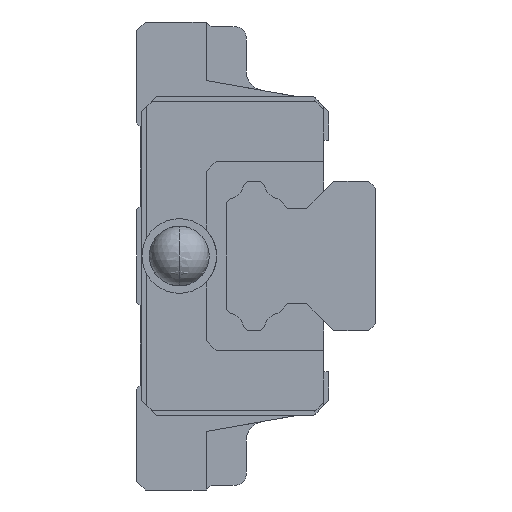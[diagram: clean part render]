
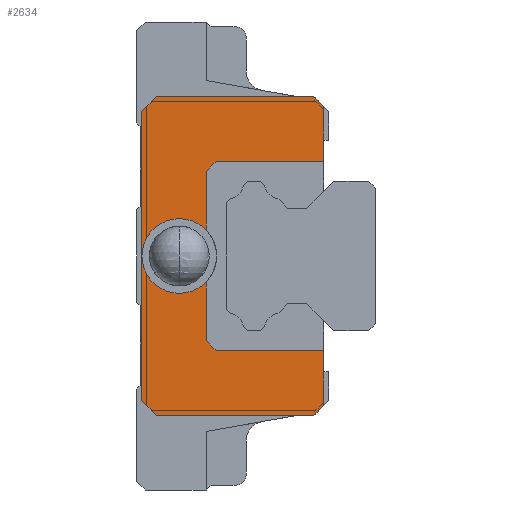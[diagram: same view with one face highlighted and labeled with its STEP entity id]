
A CAD part, left-side view. The second image highlights one B-rep face of the part: STEP entity #2634.
In plain terms, the highlighted planar face has unit normal (-1, 0, 0).
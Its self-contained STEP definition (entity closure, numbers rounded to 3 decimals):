
#1194 = EDGE_CURVE( '', #1508, #3238, #3471, .T. );
#1252 = VERTEX_POINT( '', #3534 );
#1280 = EDGE_CURVE( '', #3288, #2444, #3562, .T. );
#1326 = EDGE_CURVE( '', #2668, #3116, #3612, .T. );
#1432 = EDGE_CURVE( '', #1252, #1500, #3725, .T. );
#1434 = VERTEX_POINT( '', #3727 );
#1500 = VERTEX_POINT( '', #3796 );
#1508 = VERTEX_POINT( '', #3804 );
#1600 = VERTEX_POINT( '', #3903 );
#1602 = EDGE_CURVE( '', #2998, #3242, #3905, .T. );
#1828 = EDGE_CURVE( '', #3256, #3288, #4155, .T. );
#1856 = EDGE_CURVE( '', #3238, #3242, #4187, .T. );
#1874 = VERTEX_POINT( '', #4205 );
#1882 = EDGE_CURVE( '', #1874, #2892, #4213, .T. );
#1976 = EDGE_CURVE( '', #2892, #1600, #4323, .T. );
#2054 = EDGE_CURVE( '', #2802, #1874, #4404, .T. );
#2136 = EDGE_CURVE( '', #3198, #2920, #4493, .T. );
#2214 = EDGE_CURVE( '', #2424, #1252, #4579, .T. );
#2284 = EDGE_CURVE( '', #1500, #1508, #4654, .T. );
#2424 = VERTEX_POINT( '', #4808 );
#2444 = VERTEX_POINT( '', #4830 );
#2450 = EDGE_CURVE( '', #1434, #2998, #4836, .T. );
#2634 = ADVANCED_FACE( '', ( #5046, #5047 ), #5048, .F. );
#2668 = VERTEX_POINT( '', #5083 );
#2672 = EDGE_CURVE( '', #2802, #2668, #5088, .T. );
#2674 = EDGE_CURVE( '', #3116, #2424, #5090, .T. );
#2802 = VERTEX_POINT( '', #5235 );
#2892 = VERTEX_POINT( '', #5333 );
#2920 = VERTEX_POINT( '', #5362 );
#2956 = EDGE_CURVE( '', #2920, #3198, #5400, .T. );
#2998 = VERTEX_POINT( '', #5448 );
#3010 = EDGE_CURVE( '', #2444, #1434, #5460, .T. );
#3094 = EDGE_CURVE( '', #1600, #3256, #5552, .T. );
#3116 = VERTEX_POINT( '', #5576 );
#3198 = VERTEX_POINT( '', #5666 );
#3238 = VERTEX_POINT( '', #5708 );
#3242 = VERTEX_POINT( '', #5712 );
#3256 = VERTEX_POINT( '', #5729 );
#3288 = VERTEX_POINT( '', #5764 );
#3471 = LINE( '', #5967, #5968 );
#3534 = CARTESIAN_POINT( '', ( 33.7, 15.949, 0. ) );
#3562 = LINE( '', #6089, #6090 );
#3612 = LINE( '', #6158, #6159 );
#3725 = CIRCLE( '', #6319, 3.751 );
#3727 = CARTESIAN_POINT( '', ( 33.7, 6.2, 16. ) );
#3796 = CARTESIAN_POINT( '', ( 33.7, 17., 2.604 ) );
#3804 = CARTESIAN_POINT( '', ( 33.7, 17., 8.5 ) );
#3903 = CARTESIAN_POINT( '', ( 33.7, 22., -16. ) );
#3905 = LINE( '', #6574, #6575 );
#4155 = LINE( '', #6936, #6937 );
#4187 = LINE( '', #6982, #6983 );
#4205 = CARTESIAN_POINT( '', ( 33.7, 5.2, -15. ) );
#4213 = LINE( '', #7025, #7026 );
#4323 = LINE( '', #7171, #7172 );
#4404 = LINE( '', #7286, #7287 );
#4493 = CIRCLE( '', #7419, 2. );
#4579 = CIRCLE( '', #7536, 3.751 );
#4654 = LINE( '', #7641, #7642 );
#4808 = CARTESIAN_POINT( '', ( 33.7, 17., -2.604 ) );
#4830 = CARTESIAN_POINT( '', ( 33.7, 22., 16. ) );
#4836 = LINE( '', #7887, #7888 );
#5046 = FACE_BOUND( '', #8177, .T. );
#5047 = FACE_OUTER_BOUND( '', #8178, .T. );
#5048 = PLANE( '', #8179 );
#5083 = CARTESIAN_POINT( '', ( 33.7, 16., -9.5 ) );
#5088 = LINE( '', #8241, #8242 );
#5090 = LINE( '', #8245, #8246 );
#5235 = CARTESIAN_POINT( '', ( 33.7, 5.2, -9.5 ) );
#5333 = CARTESIAN_POINT( '', ( 33.7, 6.2, -16. ) );
#5362 = CARTESIAN_POINT( '', ( 33.7, 21.7, 0. ) );
#5400 = CIRCLE( '', #8687, 2. );
#5448 = CARTESIAN_POINT( '', ( 33.7, 5.2, 15. ) );
#5460 = LINE( '', #8773, #8774 );
#5552 = LINE( '', #8905, #8906 );
#5576 = CARTESIAN_POINT( '', ( 33.7, 17., -8.5 ) );
#5666 = CARTESIAN_POINT( '', ( 33.7, 17.7, 0. ) );
#5708 = CARTESIAN_POINT( '', ( 33.7, 16., 9.5 ) );
#5712 = CARTESIAN_POINT( '', ( 33.7, 5.2, 9.5 ) );
#5729 = CARTESIAN_POINT( '', ( 33.7, 23.5, -14.5 ) );
#5764 = CARTESIAN_POINT( '', ( 33.7, 23.5, 14.5 ) );
#5967 = CARTESIAN_POINT( '', ( 33.7, 16.05, 9.45 ) );
#5968 = VECTOR( '', #9437, 1. );
#6089 = CARTESIAN_POINT( '', ( 33.7, 21.675, 16.325 ) );
#6090 = VECTOR( '', #9511, 1. );
#6158 = CARTESIAN_POINT( '', ( 33.7, 15.55, -9.95 ) );
#6159 = VECTOR( '', #9550, 1. );
#6319 = AXIS2_PLACEMENT_3D( '', #9656, #9657, #9658 );
#6574 = CARTESIAN_POINT( '', ( 33.7, 5.2, 5.8 ) );
#6575 = VECTOR( '', #9790, 1. );
#6936 = CARTESIAN_POINT( '', ( 33.7, 23.5, 7.25 ) );
#6937 = VECTOR( '', #10088, 1. );
#6982 = CARTESIAN_POINT( '', ( 33.7, 10.35, 9.5 ) );
#6983 = VECTOR( '', #10147, 1. );
#7025 = CARTESIAN_POINT( '', ( 33.7, 1.325, -11.125 ) );
#7026 = VECTOR( '', #10158, 1. );
#7171 = CARTESIAN_POINT( '', ( 33.7, 5.45, -16. ) );
#7172 = VECTOR( '', #10309, 1. );
#7286 = CARTESIAN_POINT( '', ( 33.7, 5.2, 5.8 ) );
#7287 = VECTOR( '', #10360, 1. );
#7419 = AXIS2_PLACEMENT_3D( '', #10459, #10460, #10461 );
#7536 = AXIS2_PLACEMENT_3D( '', #10559, #10560, #10561 );
#7641 = CARTESIAN_POINT( '', ( 33.7, 17., -4.25 ) );
#7642 = VECTOR( '', #10648, 1. );
#7887 = CARTESIAN_POINT( '', ( 33.7, 1.825, 11.625 ) );
#7888 = VECTOR( '', #10833, 1. );
#8177 = EDGE_LOOP( '', ( #11096, #11097 ) );
#8178 = EDGE_LOOP( '', ( #11098, #11099, #11100, #11101, #11102, #11103, #11104, #11105, #11106, #11107, #11108, #11109, #11110, #11111, #11112, #11113, #11114 ) );
#8179 = AXIS2_PLACEMENT_3D( '', #11115, #11116, #11117 );
#8241 = CARTESIAN_POINT( '', ( 33.7, 4.95, -9.5 ) );
#8242 = VECTOR( '', #11147, 1. );
#8245 = CARTESIAN_POINT( '', ( 33.7, 17., -4.25 ) );
#8246 = VECTOR( '', #11148, 1. );
#8687 = AXIS2_PLACEMENT_3D( '', #11500, #11501, #11502 );
#8773 = CARTESIAN_POINT( '', ( 33.7, 6.261, 16. ) );
#8774 = VECTOR( '', #11566, 1. );
#8905 = CARTESIAN_POINT( '', ( 33.7, 22.425, -15.575 ) );
#8906 = VECTOR( '', #11673, 1. );
#9437 = DIRECTION( '', ( 0., -0.707, 0.707 ) );
#9511 = DIRECTION( '', ( 0., -0.707, 0.707 ) );
#9550 = DIRECTION( '', ( 0., 0.707, 0.707 ) );
#9656 = CARTESIAN_POINT( '', ( 33.7, 19.7, 0. ) );
#9657 = DIRECTION( '', ( -1., 0., 0. ) );
#9658 = DIRECTION( '', ( 0., 1., 0. ) );
#9790 = DIRECTION( '', ( 0., 0., -1. ) );
#10088 = DIRECTION( '', ( 0., 0., 1. ) );
#10147 = DIRECTION( '', ( 0., -1., 0. ) );
#10158 = DIRECTION( '', ( 0., 0.707, -0.707 ) );
#10309 = DIRECTION( '', ( 0., 1., 0. ) );
#10360 = DIRECTION( '', ( 0., 0., -1. ) );
#10459 = CARTESIAN_POINT( '', ( 33.7, 19.7, 0. ) );
#10460 = DIRECTION( '', ( 1., 0., 0. ) );
#10461 = DIRECTION( '', ( 0., 1., 0. ) );
#10559 = CARTESIAN_POINT( '', ( 33.7, 19.7, 0. ) );
#10560 = DIRECTION( '', ( -1., 0., 0. ) );
#10561 = DIRECTION( '', ( 0., 1., 0. ) );
#10648 = DIRECTION( '', ( 0., 0., 1. ) );
#10833 = DIRECTION( '', ( 0., -0.707, -0.707 ) );
#11096 = ORIENTED_EDGE( '', *, *, #2956, .T. );
#11097 = ORIENTED_EDGE( '', *, *, #2136, .T. );
#11098 = ORIENTED_EDGE( '', *, *, #2284, .T. );
#11099 = ORIENTED_EDGE( '', *, *, #1194, .T. );
#11100 = ORIENTED_EDGE( '', *, *, #1856, .T. );
#11101 = ORIENTED_EDGE( '', *, *, #1602, .F. );
#11102 = ORIENTED_EDGE( '', *, *, #2450, .F. );
#11103 = ORIENTED_EDGE( '', *, *, #3010, .F. );
#11104 = ORIENTED_EDGE( '', *, *, #1280, .F. );
#11105 = ORIENTED_EDGE( '', *, *, #1828, .F. );
#11106 = ORIENTED_EDGE( '', *, *, #3094, .F. );
#11107 = ORIENTED_EDGE( '', *, *, #1976, .F. );
#11108 = ORIENTED_EDGE( '', *, *, #1882, .F. );
#11109 = ORIENTED_EDGE( '', *, *, #2054, .F. );
#11110 = ORIENTED_EDGE( '', *, *, #2672, .T. );
#11111 = ORIENTED_EDGE( '', *, *, #1326, .T. );
#11112 = ORIENTED_EDGE( '', *, *, #2674, .T. );
#11113 = ORIENTED_EDGE( '', *, *, #2214, .T. );
#11114 = ORIENTED_EDGE( '', *, *, #1432, .T. );
#11115 = CARTESIAN_POINT( '', ( 33.7, 4.7, 0. ) );
#11116 = DIRECTION( '', ( 1., 0., 0. ) );
#11117 = DIRECTION( '', ( 0., 0., -1. ) );
#11147 = DIRECTION( '', ( 0., 1., 0. ) );
#11148 = DIRECTION( '', ( 0., 0., 1. ) );
#11500 = CARTESIAN_POINT( '', ( 33.7, 19.7, 0. ) );
#11501 = DIRECTION( '', ( 1., 0., 0. ) );
#11502 = DIRECTION( '', ( 0., 1., 0. ) );
#11566 = DIRECTION( '', ( 0., -1., 0. ) );
#11673 = DIRECTION( '', ( 0., 0.707, 0.707 ) );
